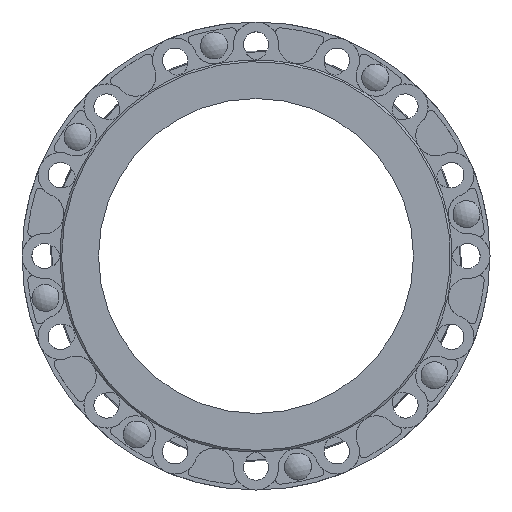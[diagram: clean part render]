
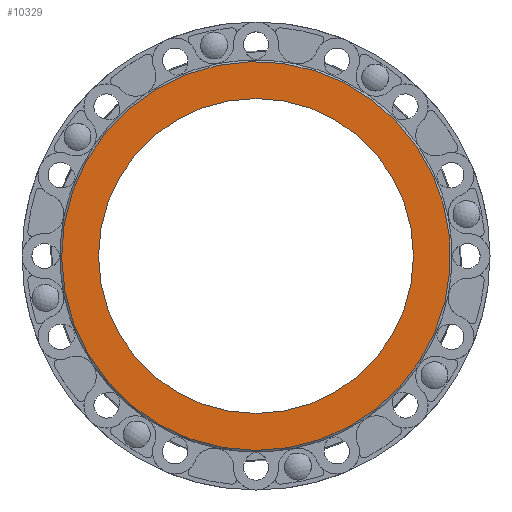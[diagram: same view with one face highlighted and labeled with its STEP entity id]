
A CAD part, front view. The second image highlights one B-rep face of the part: STEP entity #10329.
In plain terms, the highlighted planar face has unit normal (0, -1, 0).
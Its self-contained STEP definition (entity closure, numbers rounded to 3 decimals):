
#2675 = FACE_BOUND ( 'NONE', #16124, .T. ) ;
#2681 = FACE_OUTER_BOUND ( 'NONE', #16218, .T. ) ;
#4308 = DIRECTION ( 'NONE',  ( 0., 1., 0. ) ) ;
#4309 = CARTESIAN_POINT ( 'NONE',  ( 0., 0., 0. ) ) ;
#4311 = PLANE ( 'NONE',  #4627 ) ;
#4313 = DIRECTION ( 'NONE',  ( 0., 0., 1. ) ) ;
#4627 = AXIS2_PLACEMENT_3D ( 'NONE', #4309, #4308, #4313 ) ;
#5074 = AXIS2_PLACEMENT_3D ( 'NONE', #17713, #17714, #17715 ) ;
#5319 = AXIS2_PLACEMENT_3D ( 'NONE', #13647, #13648, #13649 ) ;
#5680 = ORIENTED_EDGE ( 'NONE', *, *, #12850, .T. ) ;
#5681 = ORIENTED_EDGE ( 'NONE', *, *, #13247, .T. ) ;
#10329 = ADVANCED_FACE ( 'NONE', ( #2675, #2681 ), #4311, .F. ) ;
#12850 = EDGE_CURVE ( 'NONE', #19788, #19788, #16455, .T. ) ;
#13247 = EDGE_CURVE ( 'NONE', #19810, #19810, #16810, .T. ) ;
#13647 = CARTESIAN_POINT ( 'NONE',  ( 0., 0., 0. ) ) ;
#13648 = DIRECTION ( 'NONE',  ( 0., -1., 0. ) ) ;
#13649 = DIRECTION ( 'NONE',  ( 0., 0., -1. ) ) ;
#16124 = EDGE_LOOP ( 'NONE', ( #5680 ) ) ;
#16218 = EDGE_LOOP ( 'NONE', ( #5681 ) ) ;
#16455 = CIRCLE ( 'NONE', #5074, 175. ) ;
#16810 = CIRCLE ( 'NONE', #5319, 216. ) ;
#17713 = CARTESIAN_POINT ( 'NONE',  ( 0., 0., 0. ) ) ;
#17714 = DIRECTION ( 'NONE',  ( 0., 1., 0. ) ) ;
#17715 = DIRECTION ( 'NONE',  ( 0., 0., 1. ) ) ;
#19788 = VERTEX_POINT ( 'NONE', #22138 ) ;
#19810 = VERTEX_POINT ( 'NONE', #22149 ) ;
#22138 = CARTESIAN_POINT ( 'NONE',  ( 0., 0., 175. ) ) ;
#22149 = CARTESIAN_POINT ( 'NONE',  ( 0., 0., -216. ) ) ;
